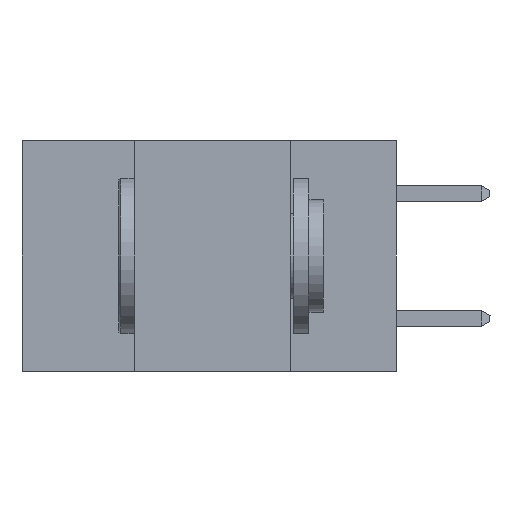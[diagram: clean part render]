
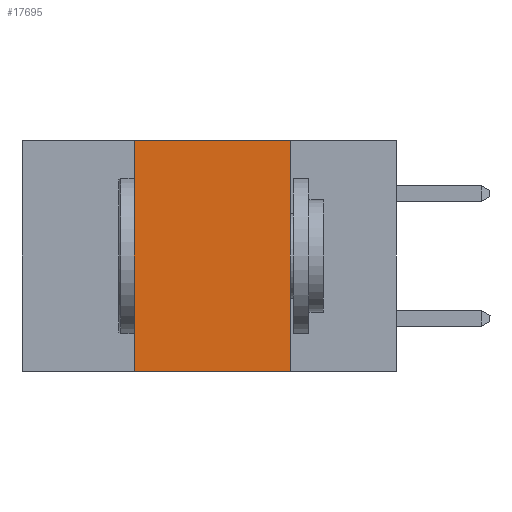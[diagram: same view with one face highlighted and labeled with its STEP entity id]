
A CAD part, left-side view. The second image highlights one B-rep face of the part: STEP entity #17695.
In plain terms, the highlighted planar face has unit normal (-1, 0, 0).
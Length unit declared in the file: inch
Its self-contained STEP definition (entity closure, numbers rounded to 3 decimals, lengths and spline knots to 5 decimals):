
#149 = CARTESIAN_POINT ( 'NONE',  ( 0., 0.6, 0. ) ) ;
#188 = ORIENTED_EDGE ( 'NONE', *, *, #24921, .T. ) ;
#2295 = VERTEX_POINT ( 'NONE', #6561 ) ;
#3115 = CARTESIAN_POINT ( 'NONE',  ( 0., 0.42, -0.37 ) ) ;
#3301 = VECTOR ( 'NONE', #7458, 39.37008 ) ;
#3776 = CARTESIAN_POINT ( 'NONE',  ( 0., 0.6, -0.37 ) ) ;
#6000 = PLANE ( 'NONE',  #23858 ) ;
#6561 = CARTESIAN_POINT ( 'NONE',  ( 0., 0.17, 0. ) ) ;
#6642 = DIRECTION ( 'NONE',  ( 0., 0., 1. ) ) ;
#6857 = LINE ( 'NONE', #14589, #18877 ) ;
#7458 = DIRECTION ( 'NONE',  ( 0., -1., 0. ) ) ;
#9733 = DIRECTION ( 'NONE',  ( 0., 0., -1. ) ) ;
#10010 = VECTOR ( 'NONE', #17678, 39.37008 ) ;
#12014 = CARTESIAN_POINT ( 'NONE',  ( 0., 0.42, 0. ) ) ;
#14150 = DIRECTION ( 'NONE',  ( 0., 0., -1. ) ) ;
#14181 = VECTOR ( 'NONE', #9733, 39.37008 ) ;
#14212 = FACE_OUTER_BOUND ( 'NONE', #17309, .T. ) ;
#14424 = ORIENTED_EDGE ( 'NONE', *, *, #17818, .F. ) ;
#14589 = CARTESIAN_POINT ( 'NONE',  ( 0., 0.42, 0. ) ) ;
#14729 = LINE ( 'NONE', #26000, #3301 ) ;
#15211 = ORIENTED_EDGE ( 'NONE', *, *, #19118, .F. ) ;
#15349 = LINE ( 'NONE', #3776, #10010 ) ;
#17188 = ORIENTED_EDGE ( 'NONE', *, *, #19031, .F. ) ;
#17309 = EDGE_LOOP ( 'NONE', ( #14424, #15211, #17188, #188 ) ) ;
#17678 = DIRECTION ( 'NONE',  ( 0., -1., 0. ) ) ;
#17695 = ADVANCED_FACE ( 'NONE', ( #14212 ), #6000, .F. ) ;
#17818 = EDGE_CURVE ( 'NONE', #2295, #19100, #19528, .T. ) ;
#18552 = VERTEX_POINT ( 'NONE', #3115 ) ;
#18877 = VECTOR ( 'NONE', #6642, 39.37008 ) ;
#19031 = EDGE_CURVE ( 'NONE', #18552, #22664, #6857, .T. ) ;
#19100 = VERTEX_POINT ( 'NONE', #20718 ) ;
#19118 = EDGE_CURVE ( 'NONE', #22664, #2295, #14729, .T. ) ;
#19528 = LINE ( 'NONE', #19789, #14181 ) ;
#19789 = CARTESIAN_POINT ( 'NONE',  ( 0., 0.17, 0. ) ) ;
#20160 = DIRECTION ( 'NONE',  ( 1., 0., 0. ) ) ;
#20718 = CARTESIAN_POINT ( 'NONE',  ( 0., 0.17, -0.37 ) ) ;
#22664 = VERTEX_POINT ( 'NONE', #12014 ) ;
#23858 = AXIS2_PLACEMENT_3D ( 'NONE', #149, #20160, #14150 ) ;
#24921 = EDGE_CURVE ( 'NONE', #18552, #19100, #15349, .T. ) ;
#26000 = CARTESIAN_POINT ( 'NONE',  ( 0., 0.6, 0. ) ) ;
